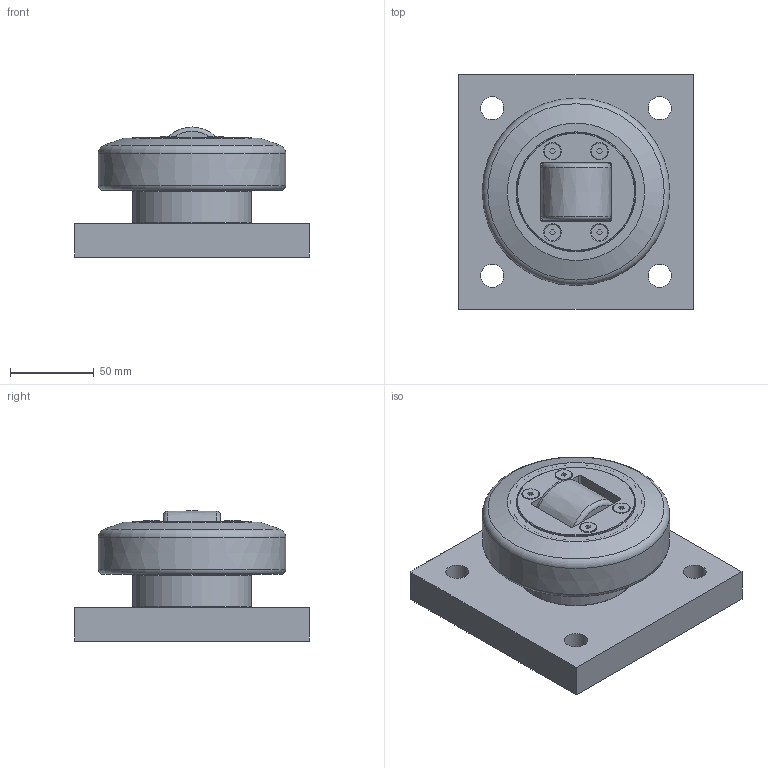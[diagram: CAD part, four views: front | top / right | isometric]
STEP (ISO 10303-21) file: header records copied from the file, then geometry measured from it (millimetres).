
FILE_DESCRIPTION(/* description */ ('-'),/* implementation_level */ '2;1');
FILE_NAME(/* name */ 'ALFATEC_PT110-0365BQ1000.stp',/* time_stamp */ '2021-01-27T13:56:33+01:00',/* author */ ('kstaebler'),/* organization */ (''),/* preprocessor_version */ 'ST-DEVELOPER v18.1',/* originating_system */ 'Autodesk Inventor 2020',/* authorisation */ '');
FILE_SCHEMA (('AUTOMOTIVE_DESIGN { 1 0 10303 214 3 1 1 }'));
Length unit declared in the file: millimetre
Products named in the file (1): PT 110.0365 BQ1000_Kontur
Bounding box: 140 x 140 x 77.6 mm (x, y, z)
Volume: 671341.3 mm3; surface area: 119332.8 mm2
Topology: 3 solids, 3 shells, 258 faces, 728 edges, 496 vertices
Faces by surface type: plane 178, cylinder 49, cone 18, torus 11, bspline 2
Full cylindrical faces by diameter (mm): 3 x2, 5 x4, 5.5 x4, 9.75 x4, 13.835 x4, 18.2 x1, 24.2 x1, 28 x2, 63 x1, 69.3 x1, 70.5 x2, 71 x1, 71.5 x1, 75 x1, 77 x1, 78 x1, 79 x2, 83.3 x1
Entity records: 9031 total; most frequent: CARTESIAN_POINT 1725, ORIENTED_EDGE 1464, DIRECTION 1451, EDGE_CURVE 732, VERTEX_POINT 496, LINE 485, VECTOR 485, AXIS2_PLACEMENT_3D 483
